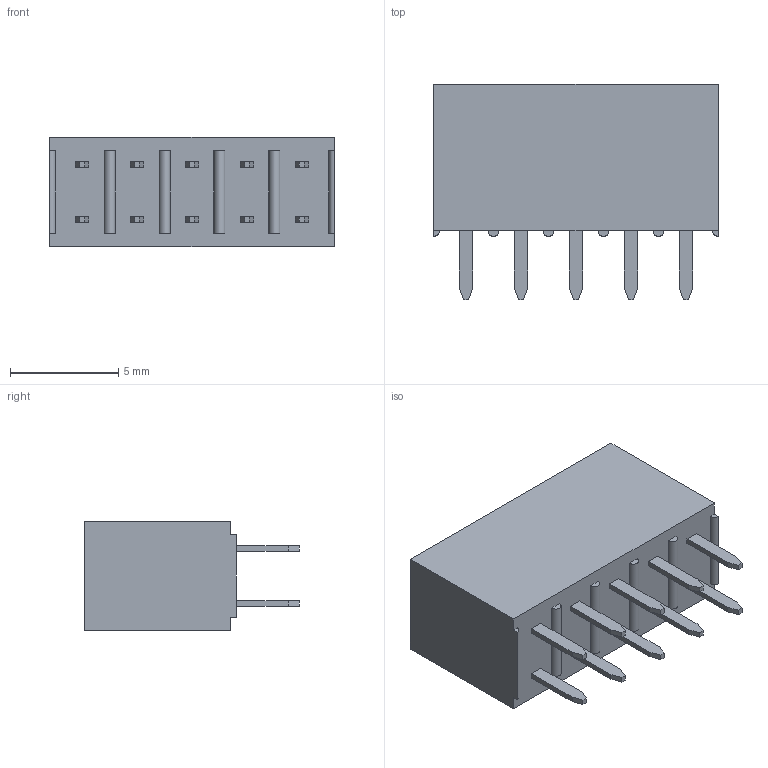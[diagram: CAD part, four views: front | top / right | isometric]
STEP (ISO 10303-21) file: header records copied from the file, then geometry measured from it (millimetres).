
FILE_DESCRIPTION (( 'STEP AP214' ), '1' );
FILE_NAME ('68683-305.STEP', '2023-04-20T18:59:38', ( '' ), ( '' ), 'SwSTEP 2.0', 'SolidWorks 2021', '' );
FILE_SCHEMA (( 'AUTOMOTIVE_DESIGN' ));
Length unit declared in the file: inch
Products named in the file (3): 68683-tin_05; 68683-305; pin^68683-gold Ass
Assembly tree (6 placements, depth 2):
  68683-305
    68683-tin_05
    pin^68683-gold Ass  x5
Bounding box: 13.13 x 9.93 x 5.08 mm (x, y, z)
Volume: 410.4 mm3; surface area: 606.6 mm2
Topology: 11 solids, 11 shells, 194 faces, 434 edges, 276 vertices
Faces by surface type: plane 188, cylinder 6
Entity records: 3653 total; most frequent: CARTESIAN_POINT 609, ORIENTED_EDGE 580, DIRECTION 580, EDGE_CURVE 290, LINE 278, VECTOR 278, VERTEX_POINT 180, AXIS2_PLACEMENT_3D 151
